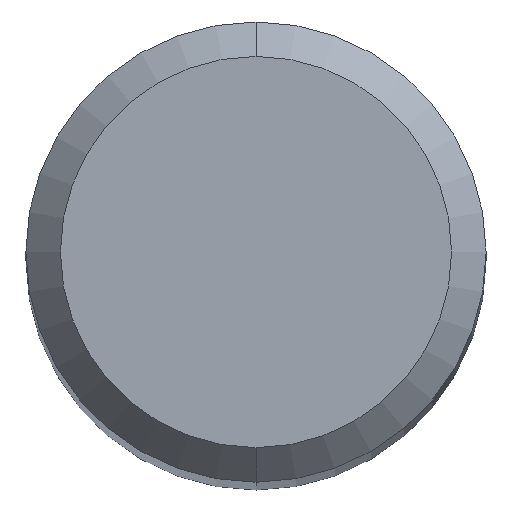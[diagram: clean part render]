
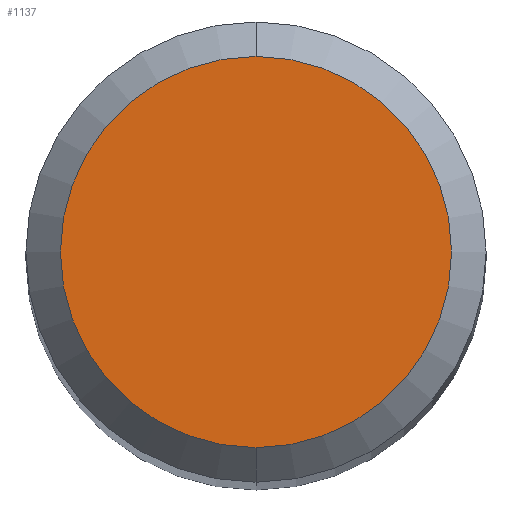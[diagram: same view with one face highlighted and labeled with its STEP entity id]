
A CAD part, top view. The second image highlights one B-rep face of the part: STEP entity #1137.
In plain terms, the highlighted planar face has unit normal (0, 0, 1).
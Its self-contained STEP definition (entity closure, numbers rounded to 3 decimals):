
#545=EDGE_CURVE('',#569,#617,#1521,.T.);
#569=VERTEX_POINT('',#1546);
#617=VERTEX_POINT('',#1596);
#1137=ADVANCED_FACE('',(#2161),#2162,.T.);
#1369=EDGE_CURVE('',#617,#569,#2417,.T.);
#1521=CIRCLE('',#2625,1.7);
#1546=CARTESIAN_POINT('',(0.0,1.7,0.0));
#1596=CARTESIAN_POINT('',(0.,-1.7,0.0));
#2161=FACE_OUTER_BOUND('',#4932,.T.);
#2162=PLANE('',#4933);
#2417=CIRCLE('',#5813,1.7);
#2625=AXIS2_PLACEMENT_3D('',#6228,#6229,#6230);
#4932=EDGE_LOOP('',(#6839,#6840));
#4933=AXIS2_PLACEMENT_3D('',#6841,#6842,#6843);
#5813=AXIS2_PLACEMENT_3D('',#7126,#7127,#7128);
#6228=CARTESIAN_POINT('',(0.0,0.0,0.0));
#6229=DIRECTION('',(0.0,0.0,-1.0));
#6230=DIRECTION('',(0.0,1.0,0.0));
#6839=ORIENTED_EDGE('',*,*,#545,.F.);
#6840=ORIENTED_EDGE('',*,*,#1369,.F.);
#6841=CARTESIAN_POINT('',(0.0,0.85,0.0));
#6842=DIRECTION('',(-0.0,0.0,1.0));
#6843=DIRECTION('',(0.0,-1.0,0.0));
#7126=CARTESIAN_POINT('',(0.0,0.0,0.0));
#7127=DIRECTION('',(0.0,0.0,-1.0));
#7128=DIRECTION('',(0.0,1.0,0.0));
